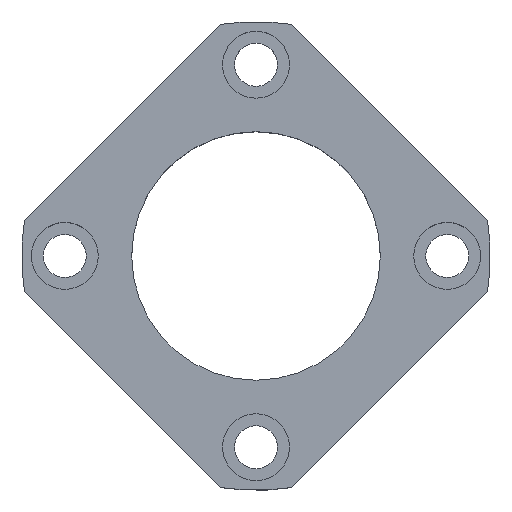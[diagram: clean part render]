
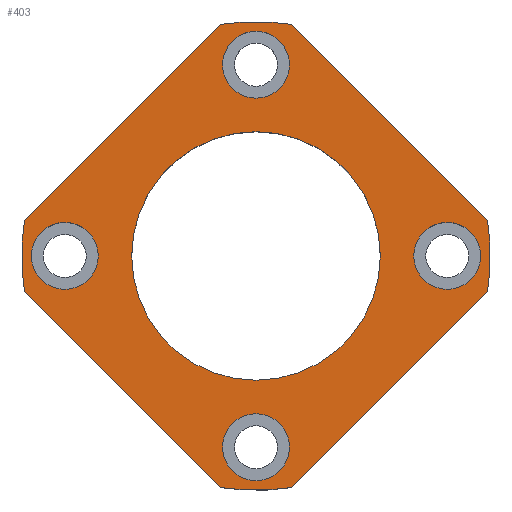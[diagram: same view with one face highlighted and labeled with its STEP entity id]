
A CAD part, top view. The second image highlights one B-rep face of the part: STEP entity #403.
In plain terms, the highlighted planar face has unit normal (0, 0, 1).
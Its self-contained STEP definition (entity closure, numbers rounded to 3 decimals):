
#4 = VERTEX_POINT ( 'NONE', #264 ) ;
#7 = DIRECTION ( 'NONE',  ( 1., 0., 0. ) ) ;
#11 = DIRECTION ( 'NONE',  ( 0., 0., 1. ) ) ;
#33 = AXIS2_PLACEMENT_3D ( 'NONE', #173, #11, #698 ) ;
#39 = FACE_BOUND ( 'NONE', #201, .T. ) ;
#40 = CARTESIAN_POINT ( 'NONE',  ( -48.434, -7.428, 0. ) ) ;
#45 = DIRECTION ( 'NONE',  ( 1., 0., 0. ) ) ;
#47 = EDGE_LOOP ( 'NONE', ( #491, #129, #471, #353, #142, #390, #566, #487 ) ) ;
#62 = AXIS2_PLACEMENT_3D ( 'NONE', #608, #533, #454 ) ;
#64 = PLANE ( 'NONE',  #65 ) ;
#65 = AXIS2_PLACEMENT_3D ( 'NONE', #741, #669, #586 ) ;
#83 = FACE_BOUND ( 'NONE', #431, .T. ) ;
#89 = DIRECTION ( 'NONE',  ( 0., 0., 1. ) ) ;
#93 = CARTESIAN_POINT ( 'NONE',  ( 7.428, -48.434, 0. ) ) ;
#101 = VERTEX_POINT ( 'NONE', #150 ) ;
#104 = CARTESIAN_POINT ( 'NONE',  ( 47., 0., 0. ) ) ;
#114 = EDGE_CURVE ( 'NONE', #4, #101, #689, .T. ) ;
#120 = EDGE_CURVE ( 'NONE', #218, #218, #170, .T. ) ;
#124 = FACE_BOUND ( 'NONE', #478, .T. ) ;
#126 = VERTEX_POINT ( 'NONE', #425 ) ;
#128 = DIRECTION ( 'NONE',  ( 0., 0., 1. ) ) ;
#129 = ORIENTED_EDGE ( 'NONE', *, *, #579, .T. ) ;
#133 = CIRCLE ( 'NONE', #392, 49. ) ;
#134 = CARTESIAN_POINT ( 'NONE',  ( 0., 40., 0. ) ) ;
#142 = ORIENTED_EDGE ( 'NONE', *, *, #719, .T. ) ;
#145 = CARTESIAN_POINT ( 'NONE',  ( 7., 40., 0. ) ) ;
#150 = CARTESIAN_POINT ( 'NONE',  ( 48.434, 7.428, 0. ) ) ;
#154 = AXIS2_PLACEMENT_3D ( 'NONE', #380, #298, #220 ) ;
#164 = CARTESIAN_POINT ( 'NONE',  ( 0., 0., 0. ) ) ;
#170 = CIRCLE ( 'NONE', #597, 7. ) ;
#173 = CARTESIAN_POINT ( 'NONE',  ( 0., 0., 0. ) ) ;
#186 = VERTEX_POINT ( 'NONE', #104 ) ;
#193 = VERTEX_POINT ( 'NONE', #93 ) ;
#197 = EDGE_CURVE ( 'NONE', #727, #126, #336, .T. ) ;
#199 = LINE ( 'NONE', #40, #276 ) ;
#201 = EDGE_LOOP ( 'NONE', ( #311 ) ) ;
#204 = CARTESIAN_POINT ( 'NONE',  ( 40., 0., 0. ) ) ;
#208 = CARTESIAN_POINT ( 'NONE',  ( -7.428, 48.434, 0. ) ) ;
#209 = DIRECTION ( 'NONE',  ( 1., 0., 0. ) ) ;
#218 = VERTEX_POINT ( 'NONE', #145 ) ;
#220 = DIRECTION ( 'NONE',  ( 1., 0., 0. ) ) ;
#240 = AXIS2_PLACEMENT_3D ( 'NONE', #204, #128, #45 ) ;
#245 = VECTOR ( 'NONE', #273, 1000. ) ;
#254 = CARTESIAN_POINT ( 'NONE',  ( -7.428, -48.434, 0. ) ) ;
#260 = CIRCLE ( 'NONE', #294, 26. ) ;
#264 = CARTESIAN_POINT ( 'NONE',  ( 48.434, -7.428, 0. ) ) ;
#273 = DIRECTION ( 'NONE',  ( -0.707, -0.707, 0. ) ) ;
#275 = EDGE_LOOP ( 'NONE', ( #510 ) ) ;
#276 = VECTOR ( 'NONE', #725, 1000. ) ;
#282 = DIRECTION ( 'NONE',  ( 0., 0., 1. ) ) ;
#294 = AXIS2_PLACEMENT_3D ( 'NONE', #164, #89, #7 ) ;
#296 = VERTEX_POINT ( 'NONE', #254 ) ;
#298 = DIRECTION ( 'NONE',  ( 0., 0., 1. ) ) ;
#309 = DIRECTION ( 'NONE',  ( 1., 0., 0. ) ) ;
#311 = ORIENTED_EDGE ( 'NONE', *, *, #120, .F. ) ;
#336 = CIRCLE ( 'NONE', #33, 49. ) ;
#338 = EDGE_CURVE ( 'NONE', #296, #193, #408, .T. ) ;
#347 = EDGE_CURVE ( 'NONE', #101, #687, #528, .T. ) ;
#353 = ORIENTED_EDGE ( 'NONE', *, *, #197, .T. ) ;
#355 = CARTESIAN_POINT ( 'NONE',  ( -7.428, 48.434, 0. ) ) ;
#357 = ORIENTED_EDGE ( 'NONE', *, *, #467, .F. ) ;
#365 = CARTESIAN_POINT ( 'NONE',  ( 0., 0., 0. ) ) ;
#375 = DIRECTION ( 'NONE',  ( -0.707, 0.707, 0. ) ) ;
#380 = CARTESIAN_POINT ( 'NONE',  ( -40., 0., 0. ) ) ;
#389 = DIRECTION ( 'NONE',  ( 0., 0., 1. ) ) ;
#390 = ORIENTED_EDGE ( 'NONE', *, *, #338, .T. ) ;
#392 = AXIS2_PLACEMENT_3D ( 'NONE', #633, #552, #480 ) ;
#403 = ADVANCED_FACE ( 'NONE', ( #723, #39, #83, #124, #715, #761 ), #64, .F. ) ;
#408 = CIRCLE ( 'NONE', #667, 49. ) ;
#420 = CARTESIAN_POINT ( 'NONE',  ( -33., 0., 0. ) ) ;
#425 = CARTESIAN_POINT ( 'NONE',  ( -48.434, -7.428, 0. ) ) ;
#431 = EDGE_LOOP ( 'NONE', ( #544 ) ) ;
#433 = LINE ( 'NONE', #355, #245 ) ;
#449 = CARTESIAN_POINT ( 'NONE',  ( 7.428, 48.434, 0. ) ) ;
#454 = DIRECTION ( 'NONE',  ( 1., 0., 0. ) ) ;
#467 = EDGE_CURVE ( 'NONE', #656, #656, #523, .T. ) ;
#468 = EDGE_CURVE ( 'NONE', #496, #496, #641, .T. ) ;
#469 = CARTESIAN_POINT ( 'NONE',  ( 0., 0., 0. ) ) ;
#471 = ORIENTED_EDGE ( 'NONE', *, *, #701, .T. ) ;
#478 = EDGE_LOOP ( 'NONE', ( #357 ) ) ;
#480 = DIRECTION ( 'NONE',  ( 1., 0., 0. ) ) ;
#487 = ORIENTED_EDGE ( 'NONE', *, *, #114, .T. ) ;
#488 = CIRCLE ( 'NONE', #240, 7. ) ;
#491 = ORIENTED_EDGE ( 'NONE', *, *, #347, .T. ) ;
#496 = VERTEX_POINT ( 'NONE', #420 ) ;
#501 = DIRECTION ( 'NONE',  ( 1., 0., 0. ) ) ;
#510 = ORIENTED_EDGE ( 'NONE', *, *, #583, .F. ) ;
#516 = EDGE_LOOP ( 'NONE', ( #684 ) ) ;
#523 = CIRCLE ( 'NONE', #62, 7. ) ;
#526 = EDGE_CURVE ( 'NONE', #186, #186, #488, .T. ) ;
#528 = LINE ( 'NONE', #449, #742 ) ;
#531 = VECTOR ( 'NONE', #535, 1000. ) ;
#533 = DIRECTION ( 'NONE',  ( 0., 0., 1. ) ) ;
#535 = DIRECTION ( 'NONE',  ( 0.707, 0.707, 0. ) ) ;
#544 = ORIENTED_EDGE ( 'NONE', *, *, #526, .F. ) ;
#551 = CARTESIAN_POINT ( 'NONE',  ( 26., 0., 0. ) ) ;
#552 = DIRECTION ( 'NONE',  ( 0., 0., 1. ) ) ;
#564 = CARTESIAN_POINT ( 'NONE',  ( -48.434, 7.428, 0. ) ) ;
#566 = ORIENTED_EDGE ( 'NONE', *, *, #599, .T. ) ;
#567 = CARTESIAN_POINT ( 'NONE',  ( 7., -40., 0. ) ) ;
#576 = DIRECTION ( 'NONE',  ( 0., 0., 1. ) ) ;
#578 = AXIS2_PLACEMENT_3D ( 'NONE', #365, #282, #209 ) ;
#579 = EDGE_CURVE ( 'NONE', #687, #655, #133, .T. ) ;
#583 = EDGE_CURVE ( 'NONE', #630, #630, #260, .T. ) ;
#586 = DIRECTION ( 'NONE',  ( -1., 0., 0. ) ) ;
#597 = AXIS2_PLACEMENT_3D ( 'NONE', #134, #576, #501 ) ;
#599 = EDGE_CURVE ( 'NONE', #193, #4, #693, .T. ) ;
#608 = CARTESIAN_POINT ( 'NONE',  ( 0., -40., 0. ) ) ;
#612 = CARTESIAN_POINT ( 'NONE',  ( 48.434, -7.428, 0. ) ) ;
#628 = CARTESIAN_POINT ( 'NONE',  ( 7.428, 48.434, 0. ) ) ;
#630 = VERTEX_POINT ( 'NONE', #551 ) ;
#633 = CARTESIAN_POINT ( 'NONE',  ( 0., 0., 0. ) ) ;
#641 = CIRCLE ( 'NONE', #154, 7. ) ;
#655 = VERTEX_POINT ( 'NONE', #208 ) ;
#656 = VERTEX_POINT ( 'NONE', #567 ) ;
#667 = AXIS2_PLACEMENT_3D ( 'NONE', #469, #389, #309 ) ;
#669 = DIRECTION ( 'NONE',  ( 0., 0., -1. ) ) ;
#684 = ORIENTED_EDGE ( 'NONE', *, *, #468, .F. ) ;
#687 = VERTEX_POINT ( 'NONE', #628 ) ;
#689 = CIRCLE ( 'NONE', #578, 49. ) ;
#693 = LINE ( 'NONE', #612, #531 ) ;
#698 = DIRECTION ( 'NONE',  ( 1., 0., 0. ) ) ;
#701 = EDGE_CURVE ( 'NONE', #655, #727, #433, .T. ) ;
#715 = FACE_BOUND ( 'NONE', #275, .T. ) ;
#719 = EDGE_CURVE ( 'NONE', #126, #296, #199, .T. ) ;
#723 = FACE_BOUND ( 'NONE', #516, .T. ) ;
#725 = DIRECTION ( 'NONE',  ( 0.707, -0.707, 0. ) ) ;
#727 = VERTEX_POINT ( 'NONE', #564 ) ;
#741 = CARTESIAN_POINT ( 'NONE',  ( 0., 49., 0. ) ) ;
#742 = VECTOR ( 'NONE', #375, 1000. ) ;
#761 = FACE_OUTER_BOUND ( 'NONE', #47, .T. ) ;
